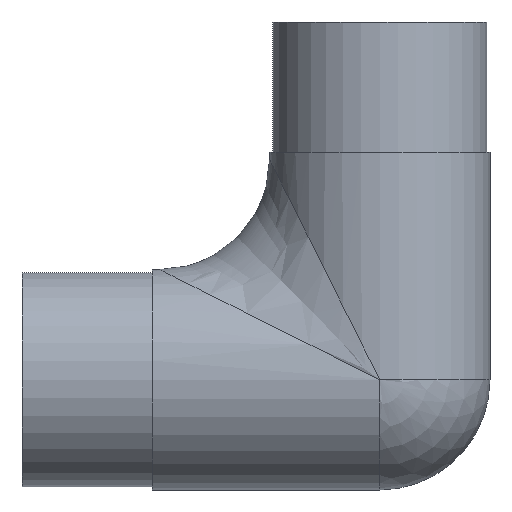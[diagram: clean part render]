
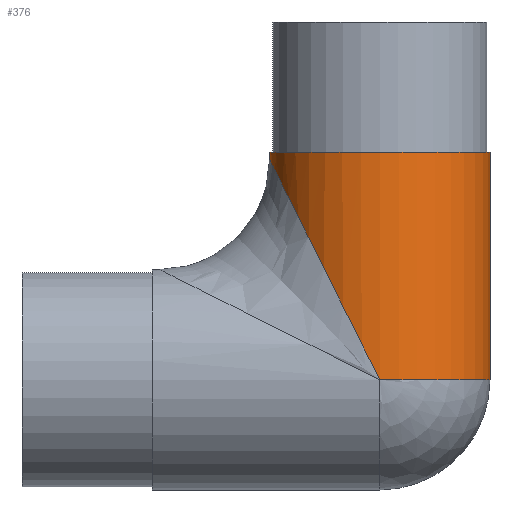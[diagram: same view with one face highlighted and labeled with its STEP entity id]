
A CAD part, front view. The second image highlights one B-rep face of the part: STEP entity #376.
In plain terms, the highlighted cylindrical face has radius 21.2 mm (diameter 42.4 mm), a partial arc.
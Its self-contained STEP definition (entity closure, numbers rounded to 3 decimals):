
#5 = DIRECTION ( 'NONE',  ( -1., 0., 0. ) ) ;
#31 = ORIENTED_EDGE ( 'NONE', *, *, #360, .T. ) ;
#33 = VECTOR ( 'NONE', #838, 1000. ) ;
#42 = CARTESIAN_POINT ( 'NONE',  ( -12.419, -21.2, 24.837 ) ) ;
#94 = CARTESIAN_POINT ( 'NONE',  ( 21.2, 0., 0. ) ) ;
#109 = CIRCLE ( 'NONE', #650, 21.2 ) ;
#158 = EDGE_CURVE ( 'NONE', #686, #1008, #190, .T. ) ;
#190 = CIRCLE ( 'NONE', #611, 21.2 ) ;
#217 = CARTESIAN_POINT ( 'NONE',  ( 0., 0., 0. ) ) ;
#227 = EDGE_LOOP ( 'NONE', ( #787, #1013, #1071, #31, #1134 ) ) ;
#243 = DIRECTION ( 'NONE',  ( 0., 0., 1. ) ) ;
#249 = DIRECTION ( 'NONE',  ( 1., 0., 0. ) ) ;
#256 = CARTESIAN_POINT ( 'NONE',  ( 0., 0., -23.42 ) ) ;
#266 = CARTESIAN_POINT ( 'NONE',  ( 21.2, 0., -23.42 ) ) ;
#319 = EDGE_CURVE ( 'NONE', #1076, #912, #359, .T. ) ;
#359 = LINE ( 'NONE', #728, #751 ) ;
#360 = EDGE_CURVE ( 'NONE', #1008, #761, #1015, .T. ) ;
#365 = DIRECTION ( 'NONE',  ( 0., 0., 1. ) ) ;
#376 = ADVANCED_FACE ( 'NONE', ( #649 ), #752, .T. ) ;
#420 = CARTESIAN_POINT ( 'NONE',  ( 0., -21.2, 0. ) ) ;
#569 = CARTESIAN_POINT ( 'NONE',  ( -21.2, 0., 43.8 ) ) ;
#576 = CARTESIAN_POINT ( 'NONE',  ( 0., 0., 43.8 ) ) ;
#611 = AXIS2_PLACEMENT_3D ( 'NONE', #217, #243, #900 ) ;
#649 = FACE_OUTER_BOUND ( 'NONE', #227, .T. ) ;
#650 = AXIS2_PLACEMENT_3D ( 'NONE', #576, #773, #5 ) ;
#686 = VERTEX_POINT ( 'NONE', #892 ) ;
#690 = CARTESIAN_POINT ( 'NONE',  ( -21.2, 0., 42.4 ) ) ;
#728 = CARTESIAN_POINT ( 'NONE',  ( -21.2, 0., -23.42 ) ) ;
#751 = VECTOR ( 'NONE', #365, 1000. ) ;
#752 = CYLINDRICAL_SURFACE ( 'NONE', #1101, 21.2 ) ;
#761 = VERTEX_POINT ( 'NONE', #1119 ) ;
#773 = DIRECTION ( 'NONE',  ( 0., 0., -1. ) ) ;
#787 = ORIENTED_EDGE ( 'NONE', *, *, #319, .F. ) ;
#838 = DIRECTION ( 'NONE',  ( 0., 0., 1. ) ) ;
#887 = CARTESIAN_POINT ( 'NONE',  ( -21.2, -12.419, 42.4 ) ) ;
#892 = CARTESIAN_POINT ( 'NONE',  ( 0., -21.2, 0. ) ) ;
#900 = DIRECTION ( 'NONE',  ( 1., 0., 0. ) ) ;
#912 = VERTEX_POINT ( 'NONE', #569 ) ;
#1006 = EDGE_CURVE ( 'NONE', #761, #912, #109, .T. ) ;
#1008 = VERTEX_POINT ( 'NONE', #94 ) ;
#1013 = ORIENTED_EDGE ( 'NONE', *, *, #1149, .T. ) ;
#1015 = LINE ( 'NONE', #266, #33 ) ;
#1025 = DIRECTION ( 'NONE',  ( 0., 0., 1. ) ) ;
#1071 = ORIENTED_EDGE ( 'NONE', *, *, #158, .T. ) ;
#1076 = VERTEX_POINT ( 'NONE', #690 ) ;
#1101 = AXIS2_PLACEMENT_3D ( 'NONE', #256, #1025, #249 ) ;
#1119 = CARTESIAN_POINT ( 'NONE',  ( 21.2, 0., 43.8 ) ) ;
#1133 =( BOUNDED_CURVE ( )  B_SPLINE_CURVE ( 3, ( #1164, #887, #42, #420 ),
 .UNSPECIFIED., .F., .F. ) 
 B_SPLINE_CURVE_WITH_KNOTS ( ( 4, 4 ),
 ( 0., 1.571 ),
 .UNSPECIFIED. ) 
 CURVE ( )  GEOMETRIC_REPRESENTATION_ITEM ( )  RATIONAL_B_SPLINE_CURVE ( ( 1., 0.805, 0.805, 1. ) ) 
 REPRESENTATION_ITEM ( '' )  );
#1134 = ORIENTED_EDGE ( 'NONE', *, *, #1006, .T. ) ;
#1149 = EDGE_CURVE ( 'NONE', #1076, #686, #1133, .T. ) ;
#1164 = CARTESIAN_POINT ( 'NONE',  ( -21.2, 0., 42.4 ) ) ;
